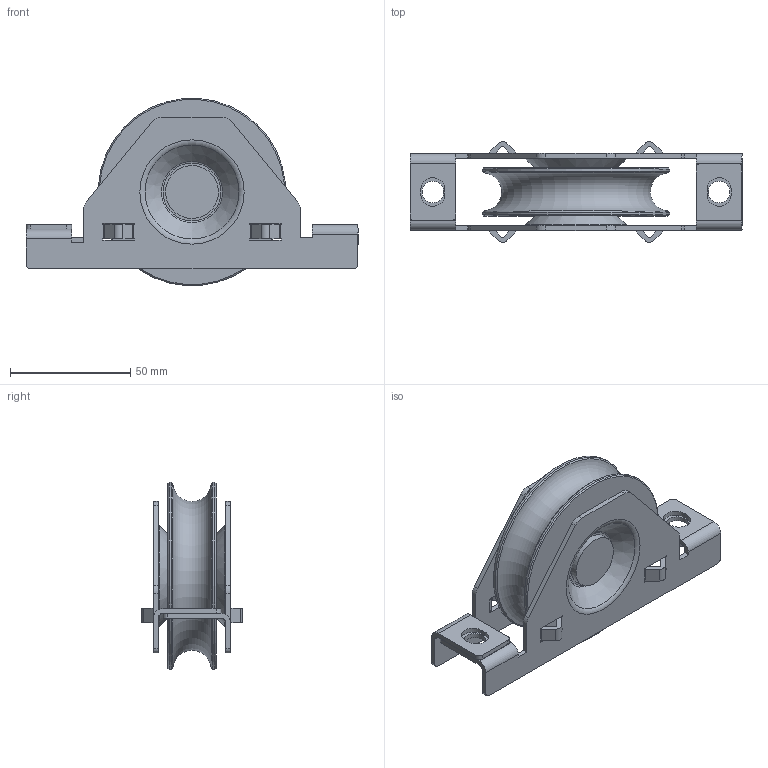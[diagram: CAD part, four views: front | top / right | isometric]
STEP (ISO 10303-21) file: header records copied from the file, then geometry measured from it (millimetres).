
FILE_DESCRIPTION(/* description */ (''),/* implementation_level */ '2;1');
FILE_NAME(/* name */ '22081R16.stp',/* time_stamp */ '2019-08-05T14:05:23+02:00',/* author */ ('DIDIERR'),/* organization */ (''),/* preprocessor_version */ 'ST-DEVELOPER v17.2',/* originating_system */ 'Autodesk Inventor 2019',/* authorisation */ '');
FILE_SCHEMA (('AUTOMOTIVE_DESIGN { 1 0 10303 214 3 1 1 }'));
Length unit declared in the file: millimetre
Products named in the file (5): 22081R16; 19879; 22081R16-Roulement; 19724_B; 19722
Assembly tree (5 placements, depth 2):
  22081R16
    19879
    22081R16-Roulement
    19724_B  x2
    19722
Bounding box: 138 x 41.98 x 77.82 mm (x, y, z)
Volume: 85067.6 mm3; surface area: 52495.6 mm2
Topology: 12 solids, 12 shells, 228 faces, 679 edges, 464 vertices
Faces by surface type: plane 109, cylinder 75, torus 26, cone 12, sphere 6
Full cylindrical faces by diameter (mm): 9 x2, 13.5 x1, 16.9 x1, 17 x1, 17.2 x2, 22 x1, 24.498 x2, 32.502 x2, 36.5 x1, 40 x2, 40.4 x1, 45 x1, 78 x2
Entity records: 5329 total; most frequent: DIRECTION 941, CARTESIAN_POINT 880, ORIENTED_EDGE 832, EDGE_CURVE 416, AXIS2_PLACEMENT_3D 371, VERTEX_POINT 310, CIRCLE 217, LINE 199
